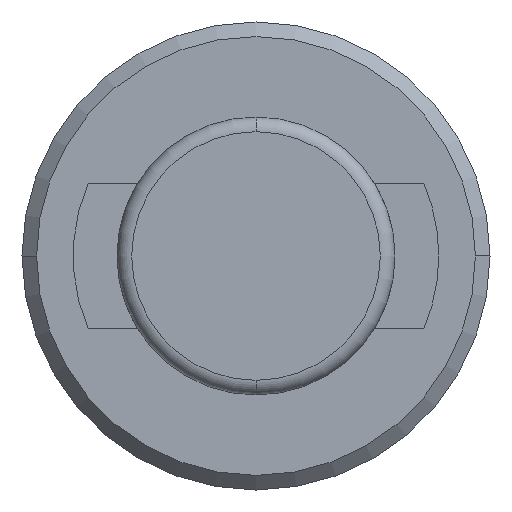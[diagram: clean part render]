
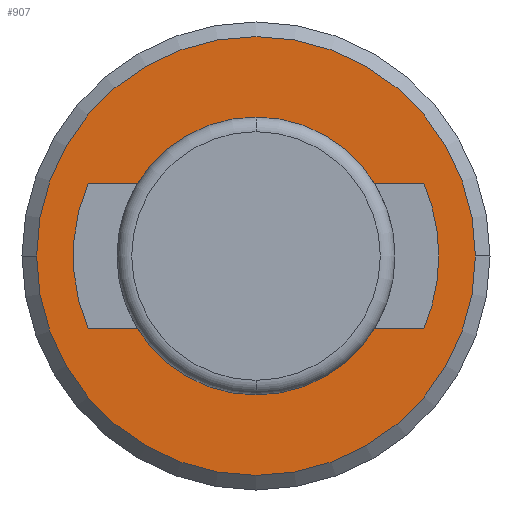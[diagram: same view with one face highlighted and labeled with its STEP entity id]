
A CAD part, left-side view. The second image highlights one B-rep face of the part: STEP entity #907.
In plain terms, the highlighted planar face has unit normal (-1, 0, 0).
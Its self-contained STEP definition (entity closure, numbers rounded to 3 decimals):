
#43 = FACE_BOUND ( 'NONE', #577, .T. ) ;
#45 = CARTESIAN_POINT ( 'NONE',  ( 21.5, 0., 0. ) ) ;
#51 = CIRCLE ( 'NONE', #1101, 12.5 ) ;
#70 = AXIS2_PLACEMENT_3D ( 'NONE', #201, #167, #322 ) ;
#86 = DIRECTION ( 'NONE',  ( 0., 1., 0. ) ) ;
#94 = VERTEX_POINT ( 'NONE', #692 ) ;
#119 = CARTESIAN_POINT ( 'NONE',  ( 21.5, 0., -4.95 ) ) ;
#121 = DIRECTION ( 'NONE',  ( 1., 0., 0. ) ) ;
#158 = CARTESIAN_POINT ( 'NONE',  ( 21.5, 0., 4.95 ) ) ;
#160 = EDGE_CURVE ( 'NONE', #927, #220, #433, .T. ) ;
#163 = CARTESIAN_POINT ( 'NONE',  ( 21.5, 15., 0. ) ) ;
#167 = DIRECTION ( 'NONE',  ( -1., 0., 0. ) ) ;
#179 = DIRECTION ( 'NONE',  ( 1., 0., 0. ) ) ;
#186 = VERTEX_POINT ( 'NONE', #1214 ) ;
#201 = CARTESIAN_POINT ( 'NONE',  ( 21.5, 0., 0. ) ) ;
#209 = EDGE_CURVE ( 'NONE', #594, #660, #51, .T. ) ;
#220 = VERTEX_POINT ( 'NONE', #676 ) ;
#243 = DIRECTION ( 'NONE',  ( -1., 0., 0. ) ) ;
#256 = ORIENTED_EDGE ( 'NONE', *, *, #1067, .F. ) ;
#270 = EDGE_LOOP ( 'NONE', ( #425, #381 ) ) ;
#277 = CARTESIAN_POINT ( 'NONE',  ( 21.5, 0., -4.95 ) ) ;
#289 = CARTESIAN_POINT ( 'NONE',  ( 21.5, 0., 0. ) ) ;
#322 = DIRECTION ( 'NONE',  ( 0., -1., 0. ) ) ;
#354 = VERTEX_POINT ( 'NONE', #485 ) ;
#365 = DIRECTION ( 'NONE',  ( 0., -1., 0. ) ) ;
#381 = ORIENTED_EDGE ( 'NONE', *, *, #848, .F. ) ;
#382 = LINE ( 'NONE', #158, #976 ) ;
#425 = ORIENTED_EDGE ( 'NONE', *, *, #1216, .F. ) ;
#433 = CIRCLE ( 'NONE', #765, 9.5 ) ;
#456 = CARTESIAN_POINT ( 'NONE',  ( 21.5, 11.478, 4.95 ) ) ;
#460 = EDGE_CURVE ( 'NONE', #354, #467, #962, .T. ) ;
#467 = VERTEX_POINT ( 'NONE', #668 ) ;
#471 = DIRECTION ( 'NONE',  ( 0., -1., 0. ) ) ;
#485 = CARTESIAN_POINT ( 'NONE',  ( 21.5, -8.108, -4.95 ) ) ;
#498 = ORIENTED_EDGE ( 'NONE', *, *, #160, .T. ) ;
#523 = VERTEX_POINT ( 'NONE', #858 ) ;
#526 = CARTESIAN_POINT ( 'NONE',  ( 21.5, 8.108, -4.95 ) ) ;
#568 = ORIENTED_EDGE ( 'NONE', *, *, #1004, .F. ) ;
#577 = EDGE_LOOP ( 'NONE', ( #959, #498, #568, #753, #256, #579, #597, #717, #786 ) ) ;
#579 = ORIENTED_EDGE ( 'NONE', *, *, #460, .F. ) ;
#590 = DIRECTION ( 'NONE',  ( 0., -1., 0. ) ) ;
#594 = VERTEX_POINT ( 'NONE', #456 ) ;
#596 = AXIS2_PLACEMENT_3D ( 'NONE', #45, #243, #471 ) ;
#597 = ORIENTED_EDGE ( 'NONE', *, *, #1156, .T. ) ;
#603 = VERTEX_POINT ( 'NONE', #163 ) ;
#610 = CIRCLE ( 'NONE', #596, 12.5 ) ;
#637 = EDGE_CURVE ( 'NONE', #927, #594, #382, .T. ) ;
#645 = DIRECTION ( 'NONE',  ( 0., -1., 0. ) ) ;
#660 = VERTEX_POINT ( 'NONE', #1169 ) ;
#668 = CARTESIAN_POINT ( 'NONE',  ( 21.5, -11.478, -4.95 ) ) ;
#676 = CARTESIAN_POINT ( 'NONE',  ( 21.5, -8.108, 4.95 ) ) ;
#680 = AXIS2_PLACEMENT_3D ( 'NONE', #1238, #1066, #86 ) ;
#692 = CARTESIAN_POINT ( 'NONE',  ( 21.5, -12.5, 0. ) ) ;
#698 = CARTESIAN_POINT ( 'NONE',  ( 21.5, 0., 4.95 ) ) ;
#704 = AXIS2_PLACEMENT_3D ( 'NONE', #1200, #1128, #590 ) ;
#714 = CARTESIAN_POINT ( 'NONE',  ( 21.5, 8.108, 4.95 ) ) ;
#717 = ORIENTED_EDGE ( 'NONE', *, *, #1147, .F. ) ;
#727 = VECTOR ( 'NONE', #365, 1000. ) ;
#753 = ORIENTED_EDGE ( 'NONE', *, *, #987, .F. ) ;
#756 = VERTEX_POINT ( 'NONE', #526 ) ;
#765 = AXIS2_PLACEMENT_3D ( 'NONE', #1061, #871, #1144 ) ;
#780 = LINE ( 'NONE', #698, #1129 ) ;
#786 = ORIENTED_EDGE ( 'NONE', *, *, #209, .F. ) ;
#826 = LINE ( 'NONE', #277, #1017 ) ;
#848 = EDGE_CURVE ( 'NONE', #523, #603, #1028, .T. ) ;
#856 = DIRECTION ( 'NONE',  ( 0., 1., 0. ) ) ;
#858 = CARTESIAN_POINT ( 'NONE',  ( 21.5, -15., 0. ) ) ;
#871 = DIRECTION ( 'NONE',  ( 1., 0., 0. ) ) ;
#874 = FACE_OUTER_BOUND ( 'NONE', #270, .T. ) ;
#875 = DIRECTION ( 'NONE',  ( 0., -1., 0. ) ) ;
#881 = DIRECTION ( 'NONE',  ( 0., 1., 0. ) ) ;
#907 = ADVANCED_FACE ( 'NONE', ( #43, #874 ), #1150, .F. ) ;
#927 = VERTEX_POINT ( 'NONE', #714 ) ;
#959 = ORIENTED_EDGE ( 'NONE', *, *, #637, .F. ) ;
#962 = LINE ( 'NONE', #119, #727 ) ;
#976 = VECTOR ( 'NONE', #856, 1000. ) ;
#987 = EDGE_CURVE ( 'NONE', #94, #186, #610, .T. ) ;
#1002 = AXIS2_PLACEMENT_3D ( 'NONE', #289, #179, #881 ) ;
#1004 = EDGE_CURVE ( 'NONE', #186, #220, #780, .T. ) ;
#1014 = CARTESIAN_POINT ( 'NONE',  ( 21.5, 0., 0. ) ) ;
#1017 = VECTOR ( 'NONE', #875, 1000. ) ;
#1028 = CIRCLE ( 'NONE', #680, 15. ) ;
#1040 = AXIS2_PLACEMENT_3D ( 'NONE', #1228, #121, #1073 ) ;
#1041 = CIRCLE ( 'NONE', #1002, 15. ) ;
#1061 = CARTESIAN_POINT ( 'NONE',  ( 21.5, 0., 0. ) ) ;
#1066 = DIRECTION ( 'NONE',  ( 1., 0., 0. ) ) ;
#1067 = EDGE_CURVE ( 'NONE', #467, #94, #1222, .T. ) ;
#1073 = DIRECTION ( 'NONE',  ( 0., 0., -1. ) ) ;
#1080 = DIRECTION ( 'NONE',  ( -1., 0., 0. ) ) ;
#1101 = AXIS2_PLACEMENT_3D ( 'NONE', #1014, #1080, #645 ) ;
#1128 = DIRECTION ( 'NONE',  ( 1., 0., 0. ) ) ;
#1129 = VECTOR ( 'NONE', #1194, 1000. ) ;
#1144 = DIRECTION ( 'NONE',  ( 0., -1., 0. ) ) ;
#1147 = EDGE_CURVE ( 'NONE', #660, #756, #826, .T. ) ;
#1150 = PLANE ( 'NONE',  #1040 ) ;
#1156 = EDGE_CURVE ( 'NONE', #354, #756, #1159, .T. ) ;
#1159 = CIRCLE ( 'NONE', #704, 9.5 ) ;
#1169 = CARTESIAN_POINT ( 'NONE',  ( 21.5, 11.478, -4.95 ) ) ;
#1194 = DIRECTION ( 'NONE',  ( 0., 1., 0. ) ) ;
#1200 = CARTESIAN_POINT ( 'NONE',  ( 21.5, 0., 0. ) ) ;
#1214 = CARTESIAN_POINT ( 'NONE',  ( 21.5, -11.478, 4.95 ) ) ;
#1216 = EDGE_CURVE ( 'NONE', #603, #523, #1041, .T. ) ;
#1222 = CIRCLE ( 'NONE', #70, 12.5 ) ;
#1228 = CARTESIAN_POINT ( 'NONE',  ( 21.5, -15.18, 15.18 ) ) ;
#1238 = CARTESIAN_POINT ( 'NONE',  ( 21.5, 0., 0. ) ) ;
